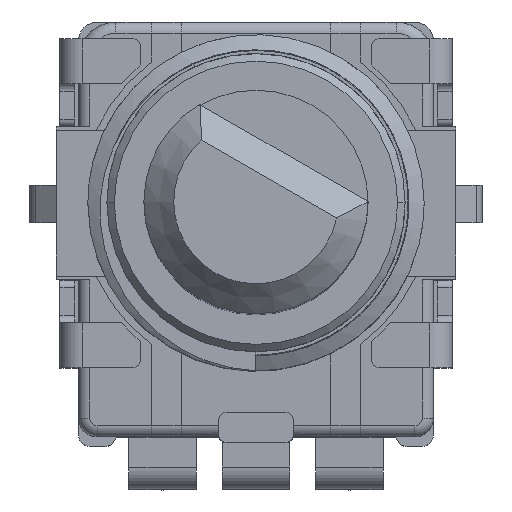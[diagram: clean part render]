
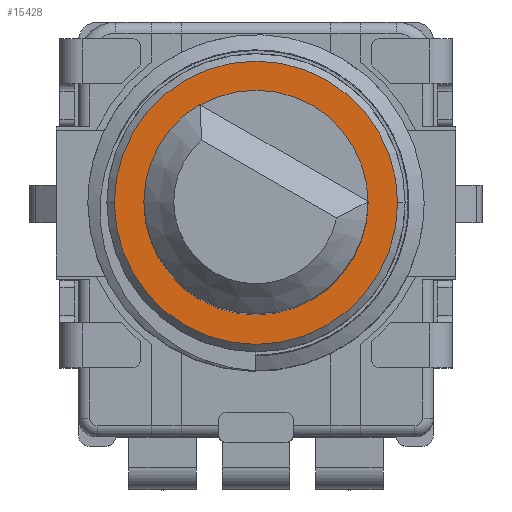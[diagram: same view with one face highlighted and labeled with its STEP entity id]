
A CAD part, top view. The second image highlights one B-rep face of the part: STEP entity #15428.
In plain terms, the highlighted face is planar.
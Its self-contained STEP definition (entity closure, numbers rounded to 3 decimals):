
#679 = EDGE_CURVE ( 'NONE', #15063, #15032, #8075, .T. ) ;
#1627 = CARTESIAN_POINT ( 'NONE',  ( 0., 0., -9.5 ) ) ;
#1628 = DIRECTION ( 'NONE',  ( 0., 0., 1. ) ) ;
#1629 = DIRECTION ( 'NONE',  ( 1., 0., 0. ) ) ;
#1651 = CARTESIAN_POINT ( 'NONE',  ( 0., 0., -9.5 ) ) ;
#1657 = DIRECTION ( 'NONE',  ( 0., 0., 1. ) ) ;
#1658 = DIRECTION ( 'NONE',  ( -1., 0., 0. ) ) ;
#2147 = CARTESIAN_POINT ( 'NONE',  ( 0., 0., -9.5 ) ) ;
#2159 = DIRECTION ( 'NONE',  ( 0., 0., 1. ) ) ;
#2160 = DIRECTION ( 'NONE',  ( 1., 0., 0. ) ) ;
#5582 = DIRECTION ( 'NONE',  ( -1., 0., 0. ) ) ;
#5585 = DIRECTION ( 'NONE',  ( 0., 0., -1. ) ) ;
#6024 = PLANE ( 'NONE',  #11503 ) ;
#6031 = CARTESIAN_POINT ( 'NONE',  ( 0., 0., -9.5 ) ) ;
#8075 = CIRCLE ( 'NONE', #16745, 3. ) ;
#9812 = EDGE_LOOP ( 'NONE', ( #18506, #18505 ) ) ;
#10118 = EDGE_LOOP ( 'NONE', ( #18504, #18503 ) ) ;
#11503 = AXIS2_PLACEMENT_3D ( 'NONE', #6031, #5585, #5582 ) ;
#12735 = FACE_OUTER_BOUND ( 'NONE', #9812, .T. ) ;
#12741 = FACE_BOUND ( 'NONE', #10118, .T. ) ;
#14066 = AXIS2_PLACEMENT_3D ( 'NONE', #1627, #1628, #1629 ) ;
#14088 = AXIS2_PLACEMENT_3D ( 'NONE', #1651, #1657, #1658 ) ;
#14150 = AXIS2_PLACEMENT_3D ( 'NONE', #2147, #2159, #2160 ) ;
#14923 = VERTEX_POINT ( 'NONE', #17382 ) ;
#15032 = VERTEX_POINT ( 'NONE', #17285 ) ;
#15063 = VERTEX_POINT ( 'NONE', #17648 ) ;
#15131 = VERTEX_POINT ( 'NONE', #17605 ) ;
#15428 = ADVANCED_FACE ( 'NONE', ( #12735, #12741 ), #6024, .T. ) ;
#16213 = EDGE_CURVE ( 'NONE', #14923, #15131, #22459, .T. ) ;
#16223 = EDGE_CURVE ( 'NONE', #15032, #15063, #22471, .T. ) ;
#16428 = EDGE_CURVE ( 'NONE', #15131, #14923, #22810, .T. ) ;
#16745 = AXIS2_PLACEMENT_3D ( 'NONE', #17954, #17965, #17967 ) ;
#17285 = CARTESIAN_POINT ( 'NONE',  ( -1.5, 2.598, -9.5 ) ) ;
#17382 = CARTESIAN_POINT ( 'NONE',  ( 3.79, 0., -9.5 ) ) ;
#17605 = CARTESIAN_POINT ( 'NONE',  ( -3.79, 0., -9.5 ) ) ;
#17648 = CARTESIAN_POINT ( 'NONE',  ( 1.5, -2.598, -9.5 ) ) ;
#17954 = CARTESIAN_POINT ( 'NONE',  ( 0., 0., -9.5 ) ) ;
#17965 = DIRECTION ( 'NONE',  ( 0., 0., 1. ) ) ;
#17967 = DIRECTION ( 'NONE',  ( -1., 0., 0. ) ) ;
#18503 = ORIENTED_EDGE ( 'NONE', *, *, #679, .T. ) ;
#18504 = ORIENTED_EDGE ( 'NONE', *, *, #16223, .T. ) ;
#18505 = ORIENTED_EDGE ( 'NONE', *, *, #16428, .F. ) ;
#18506 = ORIENTED_EDGE ( 'NONE', *, *, #16213, .F. ) ;
#22459 = CIRCLE ( 'NONE', #14066, 3.79 ) ;
#22471 = CIRCLE ( 'NONE', #14088, 3. ) ;
#22810 = CIRCLE ( 'NONE', #14150, 3.79 ) ;
